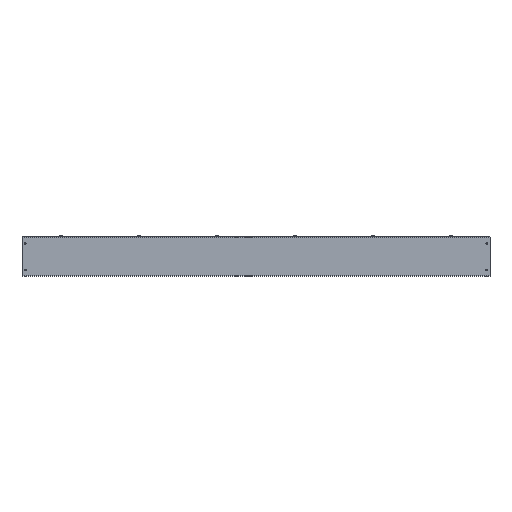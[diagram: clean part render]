
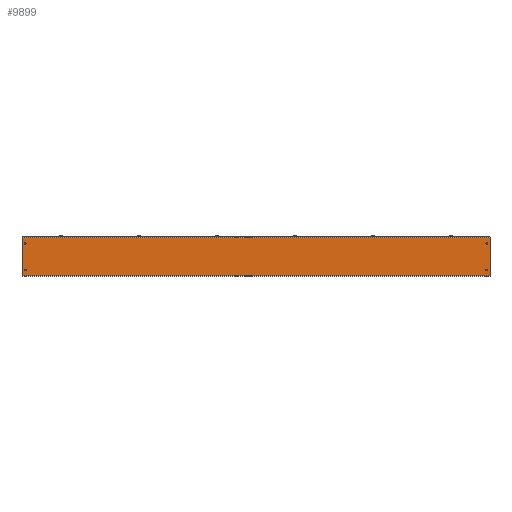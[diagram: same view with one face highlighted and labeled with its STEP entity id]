
A CAD part, left-side view. The second image highlights one B-rep face of the part: STEP entity #9899.
In plain terms, the highlighted planar face has unit normal (-1, 0, 0).
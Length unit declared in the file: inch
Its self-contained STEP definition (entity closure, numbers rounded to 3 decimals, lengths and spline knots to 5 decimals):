
#7 = EDGE_LOOP ( 'NONE', ( #4227, #15356 ) ) ;
#299 = EDGE_CURVE ( 'NONE', #8022, #1357, #4173, .T. ) ;
#310 = DIRECTION ( 'NONE',  ( 1., 0., 0. ) ) ;
#922 = ORIENTED_EDGE ( 'NONE', *, *, #13077, .T. ) ;
#1002 = VERTEX_POINT ( 'NONE', #12482 ) ;
#1094 = DIRECTION ( 'NONE',  ( 0., 0., 1. ) ) ;
#1152 = CARTESIAN_POINT ( 'NONE',  ( -3.057, -35.5, 1.133 ) ) ;
#1212 = DIRECTION ( 'NONE',  ( 0., 0., 1. ) ) ;
#1247 = DIRECTION ( 'NONE',  ( -1., 0., 0. ) ) ;
#1258 = EDGE_CURVE ( 'NONE', #8820, #6675, #14597, .T. ) ;
#1287 = DIRECTION ( 'NONE',  ( 1., 0., 0. ) ) ;
#1357 = VERTEX_POINT ( 'NONE', #9331 ) ;
#1534 = DIRECTION ( 'NONE',  ( 1., 0., 0. ) ) ;
#1809 = DIRECTION ( 'NONE',  ( 0., 0., 1. ) ) ;
#2018 = EDGE_LOOP ( 'NONE', ( #922, #6622 ) ) ;
#2096 = ORIENTED_EDGE ( 'NONE', *, *, #5669, .T. ) ;
#2130 = AXIS2_PLACEMENT_3D ( 'NONE', #7658, #11102, #7814 ) ;
#2424 = FACE_BOUND ( 'NONE', #9819, .T. ) ;
#2447 = CARTESIAN_POINT ( 'NONE',  ( -3.057, -35.5, 5.19 ) ) ;
#2840 = CARTESIAN_POINT ( 'NONE',  ( -3.057, -35.5, 5.057 ) ) ;
#2883 = VECTOR ( 'NONE', #1809, 39.37008 ) ;
#3005 = CARTESIAN_POINT ( 'NONE',  ( -3.057, -36., 0.086 ) ) ;
#3014 = ORIENTED_EDGE ( 'NONE', *, *, #12338, .T. ) ;
#3308 = DIRECTION ( 'NONE',  ( 0., 1., 0. ) ) ;
#3524 = CARTESIAN_POINT ( 'NONE',  ( -3.057, -35.5, 1. ) ) ;
#3874 = ORIENTED_EDGE ( 'NONE', *, *, #299, .T. ) ;
#4003 = CARTESIAN_POINT ( 'NONE',  ( -3.057, 35.5, 4.924 ) ) ;
#4133 = CARTESIAN_POINT ( 'NONE',  ( -3.057, 35.5, 1. ) ) ;
#4173 = CIRCLE ( 'NONE', #13394, 0.133 ) ;
#4227 = ORIENTED_EDGE ( 'NONE', *, *, #13787, .T. ) ;
#4523 = EDGE_LOOP ( 'NONE', ( #14722, #15468, #4740, #3014 ) ) ;
#4538 = CARTESIAN_POINT ( 'NONE',  ( -3.057, 36., 0.047 ) ) ;
#4740 = ORIENTED_EDGE ( 'NONE', *, *, #13764, .T. ) ;
#5015 = DIRECTION ( 'NONE',  ( 0., 0., -1. ) ) ;
#5185 = DIRECTION ( 'NONE',  ( 0., 0., 1. ) ) ;
#5268 = DIRECTION ( 'NONE',  ( 1., 0., 0. ) ) ;
#5472 = VERTEX_POINT ( 'NONE', #4003 ) ;
#5669 = EDGE_CURVE ( 'NONE', #14922, #5472, #10758, .T. ) ;
#5798 = VERTEX_POINT ( 'NONE', #6017 ) ;
#5971 = AXIS2_PLACEMENT_3D ( 'NONE', #14509, #1287, #1212 ) ;
#6017 = CARTESIAN_POINT ( 'NONE',  ( -3.057, 35.5, 1.133 ) ) ;
#6368 = EDGE_CURVE ( 'NONE', #5472, #14922, #6716, .T. ) ;
#6622 = ORIENTED_EDGE ( 'NONE', *, *, #1258, .T. ) ;
#6675 = VERTEX_POINT ( 'NONE', #2447 ) ;
#6679 = LINE ( 'NONE', #3005, #12916 ) ;
#6704 = EDGE_CURVE ( 'NONE', #8381, #8315, #11834, .T. ) ;
#6716 = CIRCLE ( 'NONE', #5971, 0.133 ) ;
#7042 = DIRECTION ( 'NONE',  ( 0., 0., 1. ) ) ;
#7175 = DIRECTION ( 'NONE',  ( 0., 1., 0. ) ) ;
#7254 = CARTESIAN_POINT ( 'NONE',  ( -3.057, 36., 5.971 ) ) ;
#7300 = ORIENTED_EDGE ( 'NONE', *, *, #13988, .T. ) ;
#7658 = CARTESIAN_POINT ( 'NONE',  ( -3.057, 35.5, 1. ) ) ;
#7719 = CARTESIAN_POINT ( 'NONE',  ( -3.057, -35.5, 1. ) ) ;
#7768 = LINE ( 'NONE', #10353, #2883 ) ;
#7814 = DIRECTION ( 'NONE',  ( 0., 0., 1. ) ) ;
#8015 = VECTOR ( 'NONE', #7175, 39.37008 ) ;
#8022 = VERTEX_POINT ( 'NONE', #1152 ) ;
#8052 = FACE_BOUND ( 'NONE', #2018, .T. ) ;
#8084 = AXIS2_PLACEMENT_3D ( 'NONE', #4133, #1534, #13657 ) ;
#8093 = CARTESIAN_POINT ( 'NONE',  ( -3.057, 35.5, 0.867 ) ) ;
#8129 = FACE_BOUND ( 'NONE', #7, .T. ) ;
#8315 = VERTEX_POINT ( 'NONE', #9429 ) ;
#8381 = VERTEX_POINT ( 'NONE', #12076 ) ;
#8484 = VECTOR ( 'NONE', #5015, 39.37008 ) ;
#8604 = CARTESIAN_POINT ( 'NONE',  ( -3.057, 35.5, 5.057 ) ) ;
#8820 = VERTEX_POINT ( 'NONE', #13688 ) ;
#9050 = DIRECTION ( 'NONE',  ( 0., 0., 1. ) ) ;
#9331 = CARTESIAN_POINT ( 'NONE',  ( -3.057, -35.5, 0.867 ) ) ;
#9387 = CIRCLE ( 'NONE', #2130, 0.133 ) ;
#9429 = CARTESIAN_POINT ( 'NONE',  ( -3.057, 36., 0.086 ) ) ;
#9819 = EDGE_LOOP ( 'NONE', ( #2096, #11670 ) ) ;
#9899 = ADVANCED_FACE ( 'NONE', ( #11810, #14311, #8052, #8129, #2424 ), #12819, .T. ) ;
#10309 = CARTESIAN_POINT ( 'NONE',  ( -3.057, -35.5, 5.057 ) ) ;
#10353 = CARTESIAN_POINT ( 'NONE',  ( -3.057, -36., 0.057 ) ) ;
#10758 = CIRCLE ( 'NONE', #14240, 0.133 ) ;
#10779 = LINE ( 'NONE', #7254, #8015 ) ;
#10801 = DIRECTION ( 'NONE',  ( 1., 0., 0. ) ) ;
#11034 = AXIS2_PLACEMENT_3D ( 'NONE', #10309, #13817, #15075 ) ;
#11102 = DIRECTION ( 'NONE',  ( 1., 0., 0. ) ) ;
#11526 = CIRCLE ( 'NONE', #11034, 0.133 ) ;
#11670 = ORIENTED_EDGE ( 'NONE', *, *, #6368, .T. ) ;
#11810 = FACE_OUTER_BOUND ( 'NONE', #4523, .T. ) ;
#11834 = LINE ( 'NONE', #13294, #8484 ) ;
#11882 = AXIS2_PLACEMENT_3D ( 'NONE', #7719, #14910, #9050 ) ;
#11893 = DIRECTION ( 'NONE',  ( 0., 0., 1. ) ) ;
#11911 = CARTESIAN_POINT ( 'NONE',  ( -3.057, -36., 5.971 ) ) ;
#11976 = EDGE_CURVE ( 'NONE', #13433, #5798, #12827, .T. ) ;
#12076 = CARTESIAN_POINT ( 'NONE',  ( -3.057, 36., 5.971 ) ) ;
#12338 = EDGE_CURVE ( 'NONE', #14572, #8381, #10779, .T. ) ;
#12482 = CARTESIAN_POINT ( 'NONE',  ( -3.057, -36., 0.086 ) ) ;
#12593 = AXIS2_PLACEMENT_3D ( 'NONE', #2840, #5268, #5185 ) ;
#12819 = PLANE ( 'NONE',  #13453 ) ;
#12827 = CIRCLE ( 'NONE', #8084, 0.133 ) ;
#12916 = VECTOR ( 'NONE', #3308, 39.37008 ) ;
#12994 = EDGE_LOOP ( 'NONE', ( #3874, #7300 ) ) ;
#13077 = EDGE_CURVE ( 'NONE', #6675, #8820, #11526, .T. ) ;
#13294 = CARTESIAN_POINT ( 'NONE',  ( -3.057, 36., 0.057 ) ) ;
#13394 = AXIS2_PLACEMENT_3D ( 'NONE', #3524, #10801, #7042 ) ;
#13433 = VERTEX_POINT ( 'NONE', #8093 ) ;
#13453 = AXIS2_PLACEMENT_3D ( 'NONE', #4538, #1247, #1094 ) ;
#13657 = DIRECTION ( 'NONE',  ( 0., 0., 1. ) ) ;
#13688 = CARTESIAN_POINT ( 'NONE',  ( -3.057, -35.5, 4.924 ) ) ;
#13764 = EDGE_CURVE ( 'NONE', #1002, #14572, #7768, .T. ) ;
#13787 = EDGE_CURVE ( 'NONE', #5798, #13433, #9387, .T. ) ;
#13817 = DIRECTION ( 'NONE',  ( 1., 0., 0. ) ) ;
#13988 = EDGE_CURVE ( 'NONE', #1357, #8022, #14136, .T. ) ;
#14136 = CIRCLE ( 'NONE', #11882, 0.133 ) ;
#14240 = AXIS2_PLACEMENT_3D ( 'NONE', #8604, #310, #11893 ) ;
#14311 = FACE_BOUND ( 'NONE', #12994, .T. ) ;
#14509 = CARTESIAN_POINT ( 'NONE',  ( -3.057, 35.5, 5.057 ) ) ;
#14534 = CARTESIAN_POINT ( 'NONE',  ( -3.057, 35.5, 5.19 ) ) ;
#14572 = VERTEX_POINT ( 'NONE', #11911 ) ;
#14597 = CIRCLE ( 'NONE', #12593, 0.133 ) ;
#14722 = ORIENTED_EDGE ( 'NONE', *, *, #6704, .T. ) ;
#14910 = DIRECTION ( 'NONE',  ( 1., 0., 0. ) ) ;
#14922 = VERTEX_POINT ( 'NONE', #14534 ) ;
#15075 = DIRECTION ( 'NONE',  ( 0., 0., 1. ) ) ;
#15308 = EDGE_CURVE ( 'NONE', #1002, #8315, #6679, .T. ) ;
#15356 = ORIENTED_EDGE ( 'NONE', *, *, #11976, .T. ) ;
#15468 = ORIENTED_EDGE ( 'NONE', *, *, #15308, .F. ) ;
